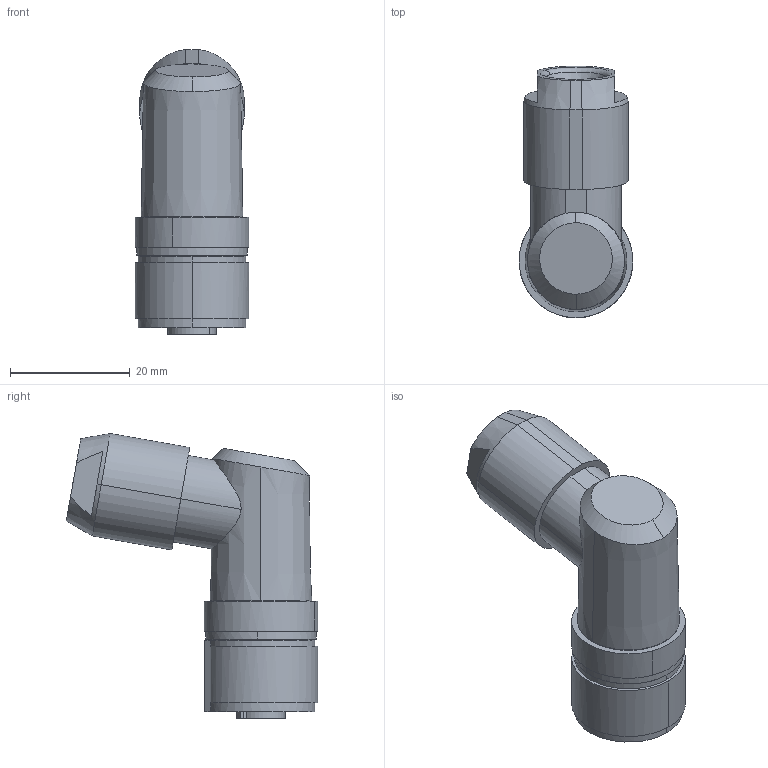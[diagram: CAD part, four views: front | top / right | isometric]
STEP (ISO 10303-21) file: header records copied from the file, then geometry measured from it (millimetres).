
FILE_DESCRIPTION(('CATIA V5 STEP Exchange','CAx-IF Rec.Pracs.--- Model Styling and Organization---1.4--- 2014-01-23'),'2;1');
FILE_NAME ('1142465-3_0', '2020-04-22T08:13:26+00:00', ('none'), ('Weidmueller'), 'CATIA Version 5-6 Release 2016 SP3 HF44', 'CATIA V5 STEP AP214', 'none');
FILE_SCHEMA(('AUTOMOTIVE_DESIGN { 1 0 10303 214 1 1 1 1 }'));
Length unit declared in the file: millimetre
Products named in the file (1): 2681550000
Bounding box: 19 x 42.03 x 47.64 mm (x, y, z)
Volume: 11233.6 mm3; surface area: 8708.1 mm2
Topology: 2 solids, 2 shells, 324 faces, 913 edges, 613 vertices
Faces by surface type: plane 159, cylinder 102, cone 57, bspline 4, torus 2
Entity records: 11523 total; most frequent: CARTESIAN_POINT 3635, ORIENTED_EDGE 1826, DIRECTION 1275, EDGE_CURVE 911, VERTEX_POINT 611, AXIS2_PLACEMENT_3D 538, VECTOR 431, LINE 431
